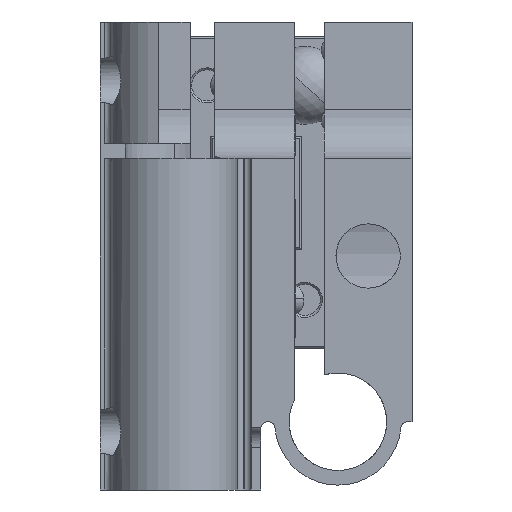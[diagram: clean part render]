
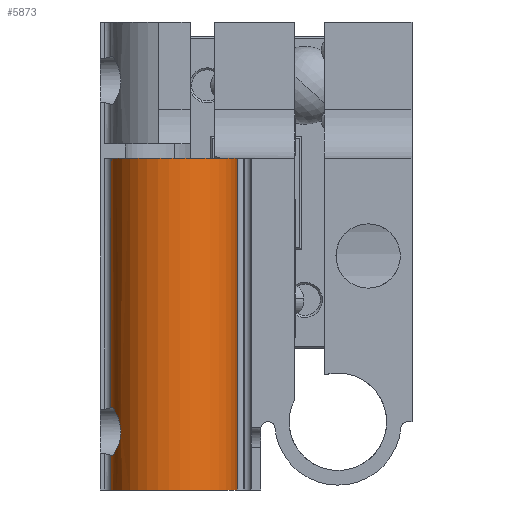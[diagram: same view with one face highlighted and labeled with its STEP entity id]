
A CAD part, front view. The second image highlights one B-rep face of the part: STEP entity #5873.
In plain terms, the highlighted cylindrical face has radius 3.25 mm (diameter 6.5 mm), a partial arc.
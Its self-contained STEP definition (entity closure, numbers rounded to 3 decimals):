
#47 = ORIENTED_EDGE ( 'NONE', *, *, #8588, .T. ) ;
#227 = ORIENTED_EDGE ( 'NONE', *, *, #7677, .T. ) ;
#260 = DIRECTION ( 'NONE',  ( -1., 0., 0. ) ) ;
#261 = ORIENTED_EDGE ( 'NONE', *, *, #3346, .T. ) ;
#327 = B_SPLINE_CURVE_WITH_KNOTS ( 'NONE', 3,
 ( #8962, #3673, #13033, #6756 ),
 .UNSPECIFIED., .F., .F.,
 ( 4, 4 ),
 ( 0.004, 0.004 ),
 .UNSPECIFIED. ) ;
#868 = VERTEX_POINT ( 'NONE', #5972 ) ;
#1034 = CARTESIAN_POINT ( 'NONE',  ( 9.166, -7.385, -7.75 ) ) ;
#1096 = CARTESIAN_POINT ( 'NONE',  ( 9.631, -7.251, -10.091 ) ) ;
#1290 = CARTESIAN_POINT ( 'NONE',  ( 10.25, -6.939, -8.829 ) ) ;
#1720 = LINE ( 'NONE', #7817, #5303 ) ;
#1892 = ORIENTED_EDGE ( 'NONE', *, *, #2297, .T. ) ;
#2042 = CARTESIAN_POINT ( 'NONE',  ( 9.994, -7.089, -8.225 ) ) ;
#2138 = LINE ( 'NONE', #6217, #10805 ) ;
#2171 = CARTESIAN_POINT ( 'NONE',  ( 9.994, -7.089, -9.775 ) ) ;
#2218 = DIRECTION ( 'NONE',  ( 0., 0., -1. ) ) ;
#2240 = DIRECTION ( 'NONE',  ( 0., 0., 1. ) ) ;
#2297 = EDGE_CURVE ( 'NONE', #9643, #3478, #2138, .T. ) ;
#2305 = CARTESIAN_POINT ( 'NONE',  ( 9.765, -7.196, -7.999 ) ) ;
#2384 = CARTESIAN_POINT ( 'NONE',  ( 8.816, -7.435, -7.764 ) ) ;
#2524 = EDGE_CURVE ( 'NONE', #11648, #3980, #3412, .T. ) ;
#2531 = AXIS2_PLACEMENT_3D ( 'NONE', #12289, #2240, #3113 ) ;
#2803 = DIRECTION ( 'NONE',  ( 0., 0., -1. ) ) ;
#3097 = EDGE_CURVE ( 'NONE', #8045, #11648, #11374, .T. ) ;
#3113 = DIRECTION ( 'NONE',  ( -1., 0., 0. ) ) ;
#3236 = CARTESIAN_POINT ( 'NONE',  ( 9.766, -7.196, -10.001 ) ) ;
#3346 = EDGE_CURVE ( 'NONE', #3478, #8045, #6823, .T. ) ;
#3412 = B_SPLINE_CURVE_WITH_KNOTS ( 'NONE', 3,
 ( #10949, #9826, #11766, #5805 ),
 .UNSPECIFIED., .F., .F.,
 ( 4, 4 ),
 ( 0., 0. ),
 .UNSPECIFIED. ) ;
#3420 = VECTOR ( 'NONE', #12386, 1000. ) ;
#3478 = VERTEX_POINT ( 'NONE', #10959 ) ;
#3673 = CARTESIAN_POINT ( 'NONE',  ( 8.939, -7.421, -10.25 ) ) ;
#3980 = VERTEX_POINT ( 'NONE', #8172 ) ;
#4189 = CARTESIAN_POINT ( 'NONE',  ( 10.087, -7.037, -9.639 ) ) ;
#4319 = EDGE_CURVE ( 'NONE', #3980, #10251, #7551, .T. ) ;
#4670 = CARTESIAN_POINT ( 'NONE',  ( 8.816, -7.435, 5. ) ) ;
#5303 = VECTOR ( 'NONE', #2803, 1000. ) ;
#5551 = CARTESIAN_POINT ( 'NONE',  ( 8.5, -4.2, 5. ) ) ;
#5805 = CARTESIAN_POINT ( 'NONE',  ( 9., -7.411, -7.75 ) ) ;
#5873 = ADVANCED_FACE ( 'NONE', ( #11518 ), #7433, .T. ) ;
#5972 = CARTESIAN_POINT ( 'NONE',  ( 8.816, -7.435, -10.236 ) ) ;
#6191 = CARTESIAN_POINT ( 'NONE',  ( 9., -7.411, -7.75 ) ) ;
#6217 = CARTESIAN_POINT ( 'NONE',  ( 8.816, -0.965, 12. ) ) ;
#6363 = CARTESIAN_POINT ( 'NONE',  ( 8.5, -4.2, 12. ) ) ;
#6384 = CARTESIAN_POINT ( 'NONE',  ( 10.215, -6.962, -9.336 ) ) ;
#6695 = EDGE_LOOP ( 'NONE', ( #12004, #6797, #9621, #227, #47, #11617, #1892, #261 ) ) ;
#6756 = CARTESIAN_POINT ( 'NONE',  ( 8.816, -7.435, -10.236 ) ) ;
#6797 = ORIENTED_EDGE ( 'NONE', *, *, #2524, .T. ) ;
#6823 = CIRCLE ( 'NONE', #7256, 3.25 ) ;
#7019 = CIRCLE ( 'NONE', #2531, 3.25 ) ;
#7256 = AXIS2_PLACEMENT_3D ( 'NONE', #5551, #9634, #7363 ) ;
#7324 = CARTESIAN_POINT ( 'NONE',  ( 9.169, -7.385, -10.25 ) ) ;
#7363 = DIRECTION ( 'NONE',  ( -1., 0., 0. ) ) ;
#7433 = CYLINDRICAL_SURFACE ( 'NONE', #12473, 3.25 ) ;
#7551 = B_SPLINE_CURVE_WITH_KNOTS ( 'NONE', 3,
 ( #6191, #1034, #11471, #8328, #2305, #2042, #10277, #12414, #1290, #12221, #6384, #4189, #2171, #3236, #1096, #8262, #7324, #12354 ),
 .UNSPECIFIED., .F., .F.,
 ( 4, 2, 2, 2, 2, 2, 2, 2, 4 ),
 ( 0., 0.001, 0.001, 0.002, 0.002, 0.003, 0.003, 0.004, 0.004 ),
 .UNSPECIFIED. ) ;
#7677 = EDGE_CURVE ( 'NONE', #10251, #868, #327, .T. ) ;
#7817 = CARTESIAN_POINT ( 'NONE',  ( 8.816, -7.435, 12. ) ) ;
#8022 = CARTESIAN_POINT ( 'NONE',  ( 9., -7.411, -10.25 ) ) ;
#8045 = VERTEX_POINT ( 'NONE', #4670 ) ;
#8172 = CARTESIAN_POINT ( 'NONE',  ( 9., -7.411, -7.75 ) ) ;
#8203 = CARTESIAN_POINT ( 'NONE',  ( 8.816, -0.965, -12. ) ) ;
#8262 = CARTESIAN_POINT ( 'NONE',  ( 9.33, -7.346, -10.217 ) ) ;
#8328 = CARTESIAN_POINT ( 'NONE',  ( 9.63, -7.251, -7.908 ) ) ;
#8588 = EDGE_CURVE ( 'NONE', #868, #8864, #1720, .T. ) ;
#8864 = VERTEX_POINT ( 'NONE', #11864 ) ;
#8962 = CARTESIAN_POINT ( 'NONE',  ( 9., -7.411, -10.25 ) ) ;
#9169 = DIRECTION ( 'NONE',  ( 0., 0., 1. ) ) ;
#9621 = ORIENTED_EDGE ( 'NONE', *, *, #4319, .T. ) ;
#9634 = DIRECTION ( 'NONE',  ( 0., 0., -1. ) ) ;
#9643 = VERTEX_POINT ( 'NONE', #8203 ) ;
#9650 = EDGE_CURVE ( 'NONE', #8864, #9643, #7019, .T. ) ;
#9826 = CARTESIAN_POINT ( 'NONE',  ( 8.878, -7.429, -7.754 ) ) ;
#10251 = VERTEX_POINT ( 'NONE', #8022 ) ;
#10277 = CARTESIAN_POINT ( 'NONE',  ( 10.085, -7.038, -8.358 ) ) ;
#10805 = VECTOR ( 'NONE', #9169, 1000. ) ;
#10949 = CARTESIAN_POINT ( 'NONE',  ( 8.816, -7.435, -7.764 ) ) ;
#10959 = CARTESIAN_POINT ( 'NONE',  ( 8.816, -0.965, 5. ) ) ;
#11243 = CARTESIAN_POINT ( 'NONE',  ( 8.816, -7.435, 12. ) ) ;
#11374 = LINE ( 'NONE', #11243, #3420 ) ;
#11471 = CARTESIAN_POINT ( 'NONE',  ( 9.331, -7.346, -7.784 ) ) ;
#11518 = FACE_OUTER_BOUND ( 'NONE', #6695, .T. ) ;
#11617 = ORIENTED_EDGE ( 'NONE', *, *, #9650, .T. ) ;
#11648 = VERTEX_POINT ( 'NONE', #2384 ) ;
#11766 = CARTESIAN_POINT ( 'NONE',  ( 8.939, -7.421, -7.75 ) ) ;
#11864 = CARTESIAN_POINT ( 'NONE',  ( 8.816, -7.435, -12. ) ) ;
#12004 = ORIENTED_EDGE ( 'NONE', *, *, #3097, .T. ) ;
#12221 = CARTESIAN_POINT ( 'NONE',  ( 10.25, -6.938, -9.168 ) ) ;
#12289 = CARTESIAN_POINT ( 'NONE',  ( 8.5, -4.2, -12. ) ) ;
#12354 = CARTESIAN_POINT ( 'NONE',  ( 9., -7.411, -10.25 ) ) ;
#12386 = DIRECTION ( 'NONE',  ( 0., 0., -1. ) ) ;
#12414 = CARTESIAN_POINT ( 'NONE',  ( 10.215, -6.962, -8.663 ) ) ;
#12473 = AXIS2_PLACEMENT_3D ( 'NONE', #6363, #2218, #260 ) ;
#13033 = CARTESIAN_POINT ( 'NONE',  ( 8.877, -7.429, -10.245 ) ) ;
